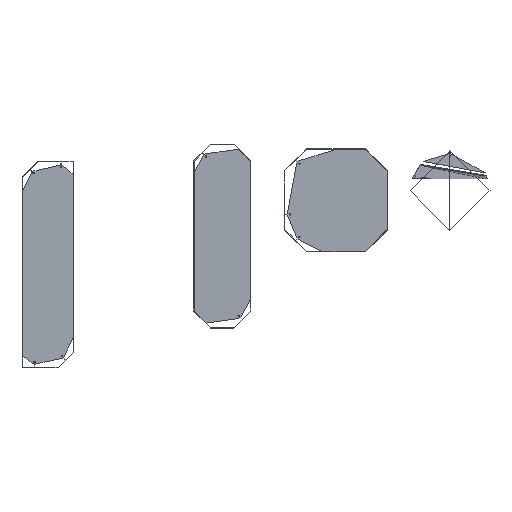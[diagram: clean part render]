
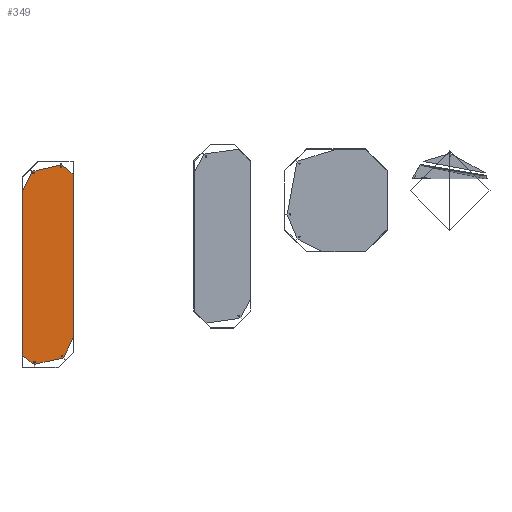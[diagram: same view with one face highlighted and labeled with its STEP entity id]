
A CAD part, front view. The second image highlights one B-rep face of the part: STEP entity #349.
In plain terms, the highlighted planar face has unit normal (0, -1, 0).
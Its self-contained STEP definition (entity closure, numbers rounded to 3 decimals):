
#349=ADVANCED_FACE('',(#789),#7134,.T.);
#789=FACE_OUTER_BOUND('',#1249,.T.);
#1249=EDGE_LOOP('',(#2124,#2125,#2126,#2127,#2128,#2129,#2130,#2131,#2132,
#2133,#2134,#2135));
#2124=ORIENTED_EDGE('',*,*,#4205,.T.);
#2125=ORIENTED_EDGE('',*,*,#4200,.F.);
#2126=ORIENTED_EDGE('',*,*,#4199,.T.);
#2127=ORIENTED_EDGE('',*,*,#4194,.T.);
#2128=ORIENTED_EDGE('',*,*,#4193,.T.);
#2129=ORIENTED_EDGE('',*,*,#4188,.F.);
#2130=ORIENTED_EDGE('',*,*,#4187,.T.);
#2131=ORIENTED_EDGE('',*,*,#4182,.F.);
#2132=ORIENTED_EDGE('',*,*,#4181,.T.);
#2133=ORIENTED_EDGE('',*,*,#4176,.T.);
#2134=ORIENTED_EDGE('',*,*,#4174,.T.);
#2135=ORIENTED_EDGE('',*,*,#4206,.F.);
#4174=EDGE_CURVE('',#6457,#6458,#5228,.T.);
#4176=EDGE_CURVE('',#6459,#6457,#5230,.T.);
#4181=EDGE_CURVE('',#6462,#6459,#5235,.T.);
#4182=EDGE_CURVE('',#6462,#6463,#5896,.T.);
#4187=EDGE_CURVE('',#6466,#6463,#5239,.T.);
#4188=EDGE_CURVE('',#6466,#6467,#5898,.T.);
#4193=EDGE_CURVE('',#6470,#6467,#5243,.T.);
#4194=EDGE_CURVE('',#6471,#6470,#5244,.T.);
#4199=EDGE_CURVE('',#6474,#6471,#5249,.T.);
#4200=EDGE_CURVE('',#6474,#6475,#5900,.T.);
#4205=EDGE_CURVE('',#6478,#6475,#5253,.T.);
#4206=EDGE_CURVE('',#6478,#6458,#5902,.T.);
#5228=B_SPLINE_CURVE_WITH_KNOTS('',3,(#10674,#10675,#10676,#10677,#10678,
#10679),.UNSPECIFIED.,.F.,.F.,(4,1,1,4),(-121.894,-81.262,
-40.631,0.),.UNSPECIFIED.);
#5230=B_SPLINE_CURVE_WITH_KNOTS('',1,(#10682,#10683),.UNSPECIFIED.,.F.,
 .F.,(2,2),(-1430.038,0.),.UNSPECIFIED.);
#5235=B_SPLINE_CURVE_WITH_KNOTS('',3,(#10696,#10697,#10698,#10699,#10700,
#10701),.UNSPECIFIED.,.F.,.F.,(4,1,1,4),(-190.051,-126.7,
-63.35,0.),.UNSPECIFIED.);
#5239=B_SPLINE_CURVE_WITH_KNOTS('',3,(#10718,#10719,#10720,#10721,#10722,
#10723),.UNSPECIFIED.,.F.,.F.,(4,1,1,4),(-250.281,-166.854,
-83.427,0.),.UNSPECIFIED.);
#5243=B_SPLINE_CURVE_WITH_KNOTS('',3,(#10740,#10741,#10742,#10743,#10744,
#10745),.UNSPECIFIED.,.F.,.F.,(4,1,1,4),(-121.894,-81.262,
-40.631,0.),.UNSPECIFIED.);
#5244=B_SPLINE_CURVE_WITH_KNOTS('',1,(#10746,#10747),.UNSPECIFIED.,.F.,
 .F.,(2,2),(-1430.038,0.),.UNSPECIFIED.);
#5249=B_SPLINE_CURVE_WITH_KNOTS('',3,(#10760,#10761,#10762,#10763,#10764,
#10765),.UNSPECIFIED.,.F.,.F.,(4,1,1,4),(-190.051,-126.7,
-63.35,0.),.UNSPECIFIED.);
#5253=B_SPLINE_CURVE_WITH_KNOTS('',3,(#10782,#10783,#10784,#10785,#10786,
#10787),.UNSPECIFIED.,.F.,.F.,(4,1,1,4),(-250.281,-166.854,
-83.427,0.),.UNSPECIFIED.);
#5896=(
BOUNDED_CURVE()
B_SPLINE_CURVE(2,(#10702,#10703,#10704),.UNSPECIFIED.,.F.,.F.)
B_SPLINE_CURVE_WITH_KNOTS((3,3),(0.,13.805),.UNSPECIFIED.)
CURVE()
GEOMETRIC_REPRESENTATION_ITEM()
RATIONAL_B_SPLINE_CURVE((1.,0.899,1.))
REPRESENTATION_ITEM('')
);
#5898=(
BOUNDED_CURVE()
B_SPLINE_CURVE(2,(#10724,#10725,#10726),.UNSPECIFIED.,.F.,.F.)
B_SPLINE_CURVE_WITH_KNOTS((3,3),(0.,13.418),.UNSPECIFIED.)
CURVE()
GEOMETRIC_REPRESENTATION_ITEM()
RATIONAL_B_SPLINE_CURVE((1.,0.904,1.))
REPRESENTATION_ITEM('')
);
#5900=(
BOUNDED_CURVE()
B_SPLINE_CURVE(2,(#10766,#10767,#10768),.UNSPECIFIED.,.F.,.F.)
B_SPLINE_CURVE_WITH_KNOTS((3,3),(0.,13.805),.UNSPECIFIED.)
CURVE()
GEOMETRIC_REPRESENTATION_ITEM()
RATIONAL_B_SPLINE_CURVE((1.,0.899,1.))
REPRESENTATION_ITEM('')
);
#5902=(
BOUNDED_CURVE()
B_SPLINE_CURVE(2,(#10788,#10789,#10790),.UNSPECIFIED.,.F.,.F.)
B_SPLINE_CURVE_WITH_KNOTS((3,3),(0.,13.418),.UNSPECIFIED.)
CURVE()
GEOMETRIC_REPRESENTATION_ITEM()
RATIONAL_B_SPLINE_CURVE((1.,0.904,1.))
REPRESENTATION_ITEM('')
);
#6457=VERTEX_POINT('',#10644);
#6458=VERTEX_POINT('',#10645);
#6459=VERTEX_POINT('',#10646);
#6462=VERTEX_POINT('',#10649);
#6463=VERTEX_POINT('',#10650);
#6466=VERTEX_POINT('',#10653);
#6467=VERTEX_POINT('',#10654);
#6470=VERTEX_POINT('',#10657);
#6471=VERTEX_POINT('',#10658);
#6474=VERTEX_POINT('',#10661);
#6475=VERTEX_POINT('',#10662);
#6478=VERTEX_POINT('',#10665);
#7134=PLANE('',#7627);
#7627=AXIS2_PLACEMENT_3D('',#10641,#7831,$);
#7831=DIRECTION('',(0.,-1.,0.));
#10641=CARTESIAN_POINT('',(251.346,1072.595,1790.268));
#10644=CARTESIAN_POINT('',(723.259,1072.595,43.621));
#10645=CARTESIAN_POINT('',(818.52,1072.595,-31.039));
#10646=CARTESIAN_POINT('',(723.259,1072.595,1473.658));
#10649=CARTESIAN_POINT('',(805.076,1072.595,1643.972));
#10650=CARTESIAN_POINT('',(815.534,1072.595,1652.248));
#10653=CARTESIAN_POINT('',(1059.335,1072.595,1705.807));
#10654=CARTESIAN_POINT('',(1071.999,1072.595,1702.922));
#10657=CARTESIAN_POINT('',(1167.259,1072.595,1628.262));
#10658=CARTESIAN_POINT('',(1167.259,1072.595,198.225));
#10661=CARTESIAN_POINT('',(1085.442,1072.595,27.911));
#10662=CARTESIAN_POINT('',(1074.985,1072.595,19.635));
#10665=CARTESIAN_POINT('',(831.183,1072.595,-33.924));
#10674=CARTESIAN_POINT('',(723.259,1072.595,43.621));
#10675=CARTESIAN_POINT('',(733.844,1072.595,39.368));
#10676=CARTESIAN_POINT('',(757.034,1072.595,24.431));
#10677=CARTESIAN_POINT('',(788.788,1072.595,-1.925));
#10678=CARTESIAN_POINT('',(807.935,1072.595,-21.59));
#10679=CARTESIAN_POINT('',(818.52,1072.595,-31.039));
#10682=CARTESIAN_POINT('',(723.259,1072.595,1473.658));
#10683=CARTESIAN_POINT('',(723.259,1072.595,43.621));
#10696=CARTESIAN_POINT('',(805.076,1072.595,1643.972));
#10697=CARTESIAN_POINT('',(798.507,1072.595,1625.048));
#10698=CARTESIAN_POINT('',(785.367,1072.595,1587.201));
#10699=CARTESIAN_POINT('',(760.616,1072.595,1530.429));
#10700=CARTESIAN_POINT('',(737.392,1072.595,1492.582));
#10701=CARTESIAN_POINT('',(723.259,1072.595,1473.658));
#10702=CARTESIAN_POINT('',(805.076,1072.595,1643.972));
#10703=CARTESIAN_POINT('',(808.288,1072.595,1650.658));
#10704=CARTESIAN_POINT('',(815.534,1072.595,1652.248));
#10718=CARTESIAN_POINT('',(1059.335,1072.595,1705.807));
#10719=CARTESIAN_POINT('',(1032.246,1072.595,1696.743));
#10720=CARTESIAN_POINT('',(978.068,1072.595,1679.308));
#10721=CARTESIAN_POINT('',(896.801,1072.595,1664.222));
#10722=CARTESIAN_POINT('',(842.623,1072.595,1656.029));
#10723=CARTESIAN_POINT('',(815.534,1072.595,1652.248));
#10724=CARTESIAN_POINT('',(1059.335,1072.595,1705.807));
#10725=CARTESIAN_POINT('',(1066.348,1072.595,1707.351));
#10726=CARTESIAN_POINT('',(1071.999,1072.595,1702.922));
#10740=CARTESIAN_POINT('',(1167.259,1072.595,1628.262));
#10741=CARTESIAN_POINT('',(1156.675,1072.595,1632.515));
#10742=CARTESIAN_POINT('',(1133.484,1072.595,1647.451));
#10743=CARTESIAN_POINT('',(1101.731,1072.595,1673.808));
#10744=CARTESIAN_POINT('',(1082.583,1072.595,1693.473));
#10745=CARTESIAN_POINT('',(1071.999,1072.595,1702.922));
#10746=CARTESIAN_POINT('',(1167.259,1072.595,198.225));
#10747=CARTESIAN_POINT('',(1167.259,1072.595,1628.262));
#10760=CARTESIAN_POINT('',(1085.442,1072.595,27.911));
#10761=CARTESIAN_POINT('',(1092.012,1072.595,46.835));
#10762=CARTESIAN_POINT('',(1105.151,1072.595,84.682));
#10763=CARTESIAN_POINT('',(1129.903,1072.595,141.453));
#10764=CARTESIAN_POINT('',(1153.126,1072.595,179.301));
#10765=CARTESIAN_POINT('',(1167.259,1072.595,198.225));
#10766=CARTESIAN_POINT('',(1085.442,1072.595,27.911));
#10767=CARTESIAN_POINT('',(1082.23,1072.595,21.225));
#10768=CARTESIAN_POINT('',(1074.985,1072.595,19.635));
#10782=CARTESIAN_POINT('',(831.183,1072.595,-33.924));
#10783=CARTESIAN_POINT('',(858.272,1072.595,-24.861));
#10784=CARTESIAN_POINT('',(912.45,1072.595,-7.425));
#10785=CARTESIAN_POINT('',(993.718,1072.595,7.661));
#10786=CARTESIAN_POINT('',(1047.896,1072.595,15.854));
#10787=CARTESIAN_POINT('',(1074.985,1072.595,19.635));
#10788=CARTESIAN_POINT('',(831.183,1072.595,-33.924));
#10789=CARTESIAN_POINT('',(824.171,1072.595,-35.468));
#10790=CARTESIAN_POINT('',(818.52,1072.595,-31.039));
